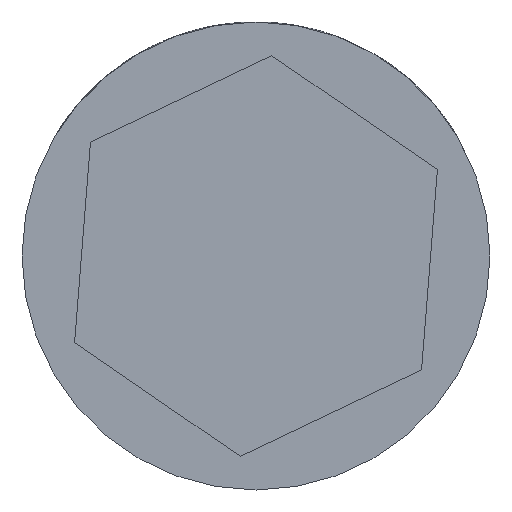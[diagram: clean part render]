
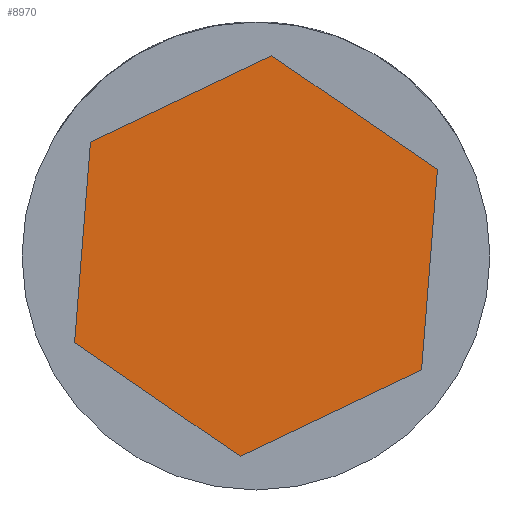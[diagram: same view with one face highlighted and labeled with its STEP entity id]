
A CAD part, front view. The second image highlights one B-rep face of the part: STEP entity #8970.
In plain terms, the highlighted planar face has unit normal (0, -1, 0).
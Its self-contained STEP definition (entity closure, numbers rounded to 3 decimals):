
#70 = CARTESIAN_POINT ( 'NONE',  ( -1.084, 15., -13.698 ) ) ;
#313 = CARTESIAN_POINT ( 'NONE',  ( -12.405, 15., -5.911 ) ) ;
#723 = EDGE_LOOP ( 'NONE', ( #2892, #4495, #3301, #12173, #9288, #17865 ) ) ;
#836 = EDGE_CURVE ( 'NONE', #5134, #23418, #16415, .T. ) ;
#1252 = DIRECTION ( 'NONE',  ( 0.903, 0., 0.43 ) ) ;
#1881 = VECTOR ( 'NONE', #4028, 1000. ) ;
#2892 = ORIENTED_EDGE ( 'NONE', *, *, #9371, .T. ) ;
#2913 = CARTESIAN_POINT ( 'NONE',  ( 11.321, 15., -7.788 ) ) ;
#3061 = FACE_OUTER_BOUND ( 'NONE', #723, .T. ) ;
#3301 = ORIENTED_EDGE ( 'NONE', *, *, #20341, .T. ) ;
#3885 = CARTESIAN_POINT ( 'NONE',  ( 1.084, 15., 13.698 ) ) ;
#4028 = DIRECTION ( 'NONE',  ( -0.824, 0., 0.567 ) ) ;
#4495 = ORIENTED_EDGE ( 'NONE', *, *, #18344, .T. ) ;
#4748 = EDGE_CURVE ( 'NONE', #13736, #5134, #13204, .T. ) ;
#5065 = LINE ( 'NONE', #21738, #13709 ) ;
#5134 = VERTEX_POINT ( 'NONE', #2913 ) ;
#5922 = DIRECTION ( 'NONE',  ( -0.079, 0., -0.997 ) ) ;
#6058 = LINE ( 'NONE', #7691, #21041 ) ;
#6826 = LINE ( 'NONE', #11361, #1881 ) ;
#7171 = VECTOR ( 'NONE', #1252, 1000. ) ;
#7482 = CARTESIAN_POINT ( 'NONE',  ( 11.321, 15., -7.788 ) ) ;
#7691 = CARTESIAN_POINT ( 'NONE',  ( -11.321, 15., 7.788 ) ) ;
#8358 = PLANE ( 'NONE',  #23576 ) ;
#8970 = ADVANCED_FACE ( 'NONE', ( #3061 ), #8358, .T. ) ;
#9288 = ORIENTED_EDGE ( 'NONE', *, *, #836, .T. ) ;
#9371 = EDGE_CURVE ( 'NONE', #9565, #23845, #15177, .T. ) ;
#9565 = VERTEX_POINT ( 'NONE', #13974 ) ;
#9949 = VECTOR ( 'NONE', #15476, 1000. ) ;
#10068 = VERTEX_POINT ( 'NONE', #313 ) ;
#10999 = CARTESIAN_POINT ( 'NONE',  ( -11.321, 15., 7.788 ) ) ;
#11361 = CARTESIAN_POINT ( 'NONE',  ( 12.405, 15., 5.911 ) ) ;
#11641 = EDGE_CURVE ( 'NONE', #23418, #9565, #6826, .T. ) ;
#12173 = ORIENTED_EDGE ( 'NONE', *, *, #4748, .T. ) ;
#12378 = VECTOR ( 'NONE', #18661, 1000. ) ;
#13204 = LINE ( 'NONE', #70, #7171 ) ;
#13709 = VECTOR ( 'NONE', #18007, 1000. ) ;
#13736 = VERTEX_POINT ( 'NONE', #21536 ) ;
#13974 = CARTESIAN_POINT ( 'NONE',  ( 1.084, 15., 13.698 ) ) ;
#14087 = DIRECTION ( 'NONE',  ( 0., 0., -1. ) ) ;
#15177 = LINE ( 'NONE', #3885, #9949 ) ;
#15476 = DIRECTION ( 'NONE',  ( -0.903, 0., -0.43 ) ) ;
#16415 = LINE ( 'NONE', #7482, #12378 ) ;
#17865 = ORIENTED_EDGE ( 'NONE', *, *, #11641, .T. ) ;
#18007 = DIRECTION ( 'NONE',  ( 0.824, 0., -0.567 ) ) ;
#18344 = EDGE_CURVE ( 'NONE', #23845, #10068, #6058, .T. ) ;
#18661 = DIRECTION ( 'NONE',  ( 0.079, 0., 0.997 ) ) ;
#19308 = CARTESIAN_POINT ( 'NONE',  ( 0., 15., 0. ) ) ;
#19518 = CARTESIAN_POINT ( 'NONE',  ( 12.405, 15., 5.911 ) ) ;
#20341 = EDGE_CURVE ( 'NONE', #10068, #13736, #5065, .T. ) ;
#21041 = VECTOR ( 'NONE', #5922, 1000. ) ;
#21536 = CARTESIAN_POINT ( 'NONE',  ( -1.084, 15., -13.698 ) ) ;
#21738 = CARTESIAN_POINT ( 'NONE',  ( -12.405, 15., -5.911 ) ) ;
#23110 = DIRECTION ( 'NONE',  ( 0., -1., 0. ) ) ;
#23418 = VERTEX_POINT ( 'NONE', #19518 ) ;
#23576 = AXIS2_PLACEMENT_3D ( 'NONE', #19308, #23110, #14087 ) ;
#23845 = VERTEX_POINT ( 'NONE', #10999 ) ;
